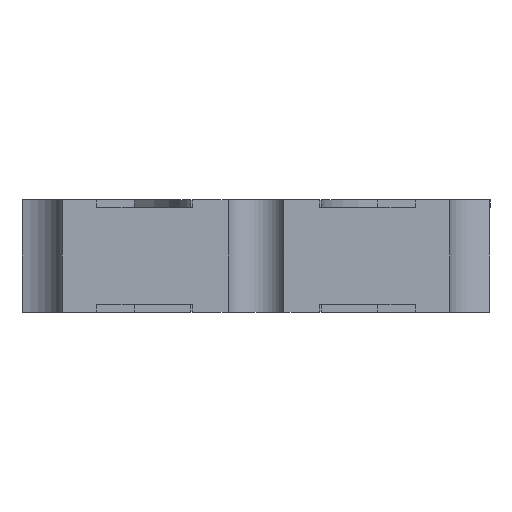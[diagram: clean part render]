
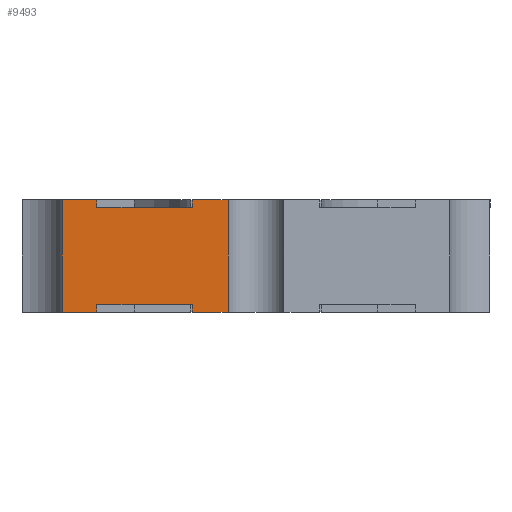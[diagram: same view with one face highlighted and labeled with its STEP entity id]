
A CAD part, left-side view. The second image highlights one B-rep face of the part: STEP entity #9493.
In plain terms, the highlighted planar face has unit normal (-1, 0, 0).
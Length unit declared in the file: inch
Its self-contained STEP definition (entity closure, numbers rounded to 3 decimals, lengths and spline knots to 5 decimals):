
#166 = DIRECTION ( 'NONE',  ( 0., 0., -1. ) ) ;
#206 = ORIENTED_EDGE ( 'NONE', *, *, #8797, .F. ) ;
#250 = VERTEX_POINT ( 'NONE', #9150 ) ;
#378 = LINE ( 'NONE', #9300, #13053 ) ;
#492 = ORIENTED_EDGE ( 'NONE', *, *, #961, .T. ) ;
#585 = DIRECTION ( 'NONE',  ( 0., 1., 0. ) ) ;
#903 = VECTOR ( 'NONE', #10625, 39.37008 ) ;
#961 = EDGE_CURVE ( 'NONE', #1220, #9410, #10830, .T. ) ;
#1220 = VERTEX_POINT ( 'NONE', #12471 ) ;
#1245 = CARTESIAN_POINT ( 'NONE',  ( -0.1, 0.017, 0.002 ) ) ;
#1386 = DIRECTION ( 'NONE',  ( 0., 0., 1. ) ) ;
#1544 = ORIENTED_EDGE ( 'NONE', *, *, #10906, .T. ) ;
#1600 = VECTOR ( 'NONE', #1386, 39.37008 ) ;
#1625 = VERTEX_POINT ( 'NONE', #4451 ) ;
#1651 = ORIENTED_EDGE ( 'NONE', *, *, #9301, .T. ) ;
#1721 = CARTESIAN_POINT ( 'NONE',  ( -0.1, 0.017, 0.028 ) ) ;
#1950 = DIRECTION ( 'NONE',  ( 0., 0., 1. ) ) ;
#2109 = EDGE_CURVE ( 'NONE', #6220, #5207, #7036, .T. ) ;
#2541 = DIRECTION ( 'NONE',  ( 0., -1., 0. ) ) ;
#2674 = VECTOR ( 'NONE', #2541, 39.37008 ) ;
#2887 = FACE_OUTER_BOUND ( 'NONE', #8694, .T. ) ;
#3184 = VECTOR ( 'NONE', #10915, 39.37008 ) ;
#3194 = EDGE_CURVE ( 'NONE', #10072, #6220, #3413, .T. ) ;
#3413 = LINE ( 'NONE', #6688, #8310 ) ;
#3438 = LINE ( 'NONE', #6643, #13630 ) ;
#3457 = CARTESIAN_POINT ( 'NONE',  ( -0.1, 0.05173, 0. ) ) ;
#3458 = DIRECTION ( 'NONE',  ( 1., 0., 0. ) ) ;
#3530 = LINE ( 'NONE', #13173, #8179 ) ;
#3556 = CARTESIAN_POINT ( 'NONE',  ( -0.1, 0.017, 0.03 ) ) ;
#4115 = CARTESIAN_POINT ( 'NONE',  ( -0.1, 0.00744, 0.002 ) ) ;
#4161 = CARTESIAN_POINT ( 'NONE',  ( -0.1, 0.05173, 0.03 ) ) ;
#4417 = LINE ( 'NONE', #9636, #3184 ) ;
#4451 = CARTESIAN_POINT ( 'NONE',  ( -0.1, 0.0425, 0.002 ) ) ;
#4754 = CARTESIAN_POINT ( 'NONE',  ( -0.1, 0.0425, 0. ) ) ;
#4787 = CARTESIAN_POINT ( 'NONE',  ( -0.1, 0.017, 0.002 ) ) ;
#5207 = VERTEX_POINT ( 'NONE', #3457 ) ;
#5383 = EDGE_CURVE ( 'NONE', #250, #7578, #378, .T. ) ;
#5616 = DIRECTION ( 'NONE',  ( 0., 1., 0. ) ) ;
#5681 = LINE ( 'NONE', #13330, #2674 ) ;
#6220 = VERTEX_POINT ( 'NONE', #4161 ) ;
#6237 = ORIENTED_EDGE ( 'NONE', *, *, #2109, .T. ) ;
#6240 = CARTESIAN_POINT ( 'NONE',  ( -0.1, 0.0425, 0.028 ) ) ;
#6643 = CARTESIAN_POINT ( 'NONE',  ( -0.1, 0.00744, 0.002 ) ) ;
#6688 = CARTESIAN_POINT ( 'NONE',  ( -0.1, 0.065, 0.03 ) ) ;
#6851 = CARTESIAN_POINT ( 'NONE',  ( -0.1, 0.0425, 0.03 ) ) ;
#7036 = LINE ( 'NONE', #11410, #10109 ) ;
#7300 = EDGE_CURVE ( 'NONE', #12503, #7578, #9675, .T. ) ;
#7379 = CARTESIAN_POINT ( 'NONE',  ( -0.1, 0.00744, 0. ) ) ;
#7578 = VERTEX_POINT ( 'NONE', #3556 ) ;
#7809 = DIRECTION ( 'NONE',  ( 0., 0., -1. ) ) ;
#8179 = VECTOR ( 'NONE', #166, 39.37008 ) ;
#8310 = VECTOR ( 'NONE', #5616, 39.37008 ) ;
#8429 = ORIENTED_EDGE ( 'NONE', *, *, #7300, .F. ) ;
#8573 = DIRECTION ( 'NONE',  ( 0., 0., -1. ) ) ;
#8694 = EDGE_LOOP ( 'NONE', ( #8429, #1651, #9499, #10250, #6237, #12282, #9085, #1544, #12202, #492, #206, #13942 ) ) ;
#8797 = EDGE_CURVE ( 'NONE', #250, #9410, #3438, .T. ) ;
#8841 = VECTOR ( 'NONE', #9316, 39.37008 ) ;
#8949 = EDGE_CURVE ( 'NONE', #9170, #1220, #11148, .T. ) ;
#9085 = ORIENTED_EDGE ( 'NONE', *, *, #12599, .F. ) ;
#9150 = CARTESIAN_POINT ( 'NONE',  ( -0.1, 0.00744, 0.03 ) ) ;
#9170 = VERTEX_POINT ( 'NONE', #1245 ) ;
#9300 = CARTESIAN_POINT ( 'NONE',  ( -0.1, 0.065, 0.03 ) ) ;
#9301 = EDGE_CURVE ( 'NONE', #12503, #12498, #12617, .T. ) ;
#9316 = DIRECTION ( 'NONE',  ( 0., 1., 0. ) ) ;
#9387 = EDGE_CURVE ( 'NONE', #12498, #10072, #9602, .T. ) ;
#9410 = VERTEX_POINT ( 'NONE', #7379 ) ;
#9493 = ADVANCED_FACE ( 'NONE', ( #2887 ), #13892, .F. ) ;
#9499 = ORIENTED_EDGE ( 'NONE', *, *, #9387, .T. ) ;
#9602 = LINE ( 'NONE', #6240, #12744 ) ;
#9636 = CARTESIAN_POINT ( 'NONE',  ( -0.1, 0.00744, 0. ) ) ;
#9675 = LINE ( 'NONE', #1721, #1600 ) ;
#10072 = VERTEX_POINT ( 'NONE', #6851 ) ;
#10109 = VECTOR ( 'NONE', #10332, 39.37008 ) ;
#10250 = ORIENTED_EDGE ( 'NONE', *, *, #3194, .T. ) ;
#10332 = DIRECTION ( 'NONE',  ( 0., 0., -1. ) ) ;
#10429 = EDGE_CURVE ( 'NONE', #5207, #12210, #4417, .T. ) ;
#10625 = DIRECTION ( 'NONE',  ( 0., -1., 0. ) ) ;
#10830 = LINE ( 'NONE', #14120, #903 ) ;
#10906 = EDGE_CURVE ( 'NONE', #1625, #9170, #5681, .T. ) ;
#10915 = DIRECTION ( 'NONE',  ( 0., -1., 0. ) ) ;
#11148 = LINE ( 'NONE', #4787, #13407 ) ;
#11410 = CARTESIAN_POINT ( 'NONE',  ( -0.1, 0.05173, 0.002 ) ) ;
#11683 = CARTESIAN_POINT ( 'NONE',  ( -0.1, 0.017, 0.028 ) ) ;
#11895 = CARTESIAN_POINT ( 'NONE',  ( -0.1, 0.0425, 0.028 ) ) ;
#12202 = ORIENTED_EDGE ( 'NONE', *, *, #8949, .T. ) ;
#12210 = VERTEX_POINT ( 'NONE', #4754 ) ;
#12282 = ORIENTED_EDGE ( 'NONE', *, *, #10429, .T. ) ;
#12471 = CARTESIAN_POINT ( 'NONE',  ( -0.1, 0.017, 0. ) ) ;
#12498 = VERTEX_POINT ( 'NONE', #11895 ) ;
#12503 = VERTEX_POINT ( 'NONE', #11683 ) ;
#12504 = DIRECTION ( 'NONE',  ( 0., 0., -1. ) ) ;
#12599 = EDGE_CURVE ( 'NONE', #1625, #12210, #3530, .T. ) ;
#12617 = LINE ( 'NONE', #13533, #8841 ) ;
#12744 = VECTOR ( 'NONE', #1950, 39.37008 ) ;
#13053 = VECTOR ( 'NONE', #585, 39.37008 ) ;
#13173 = CARTESIAN_POINT ( 'NONE',  ( -0.1, 0.0425, 0.002 ) ) ;
#13330 = CARTESIAN_POINT ( 'NONE',  ( -0.1, 0.017, 0.002 ) ) ;
#13407 = VECTOR ( 'NONE', #12504, 39.37008 ) ;
#13533 = CARTESIAN_POINT ( 'NONE',  ( -0.1, 0.065, 0.028 ) ) ;
#13630 = VECTOR ( 'NONE', #8573, 39.37008 ) ;
#13700 = AXIS2_PLACEMENT_3D ( 'NONE', #4115, #3458, #7809 ) ;
#13892 = PLANE ( 'NONE',  #13700 ) ;
#13942 = ORIENTED_EDGE ( 'NONE', *, *, #5383, .T. ) ;
#14120 = CARTESIAN_POINT ( 'NONE',  ( -0.1, 0.00744, 0. ) ) ;
